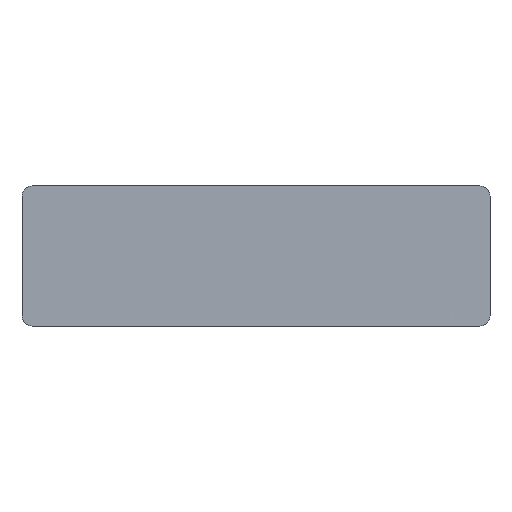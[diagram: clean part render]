
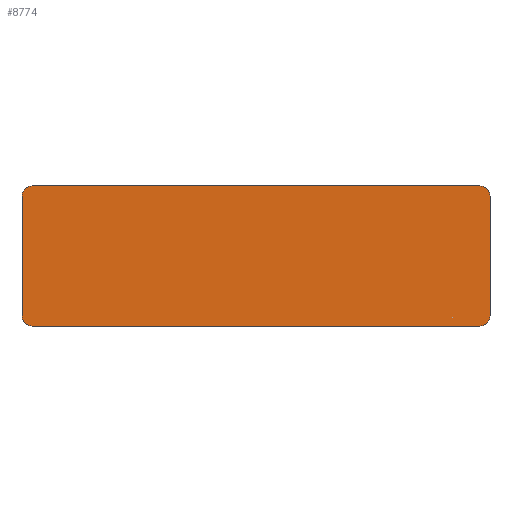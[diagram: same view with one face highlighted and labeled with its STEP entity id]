
A CAD part, front view. The second image highlights one B-rep face of the part: STEP entity #8774.
In plain terms, the highlighted planar face has unit normal (0, -1, 0).
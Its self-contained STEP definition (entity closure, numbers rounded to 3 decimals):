
#27=CARTESIAN_POINT('',(65.5,-34.,17.5));
#28=DIRECTION('',(0.,-1.,0.));
#29=DIRECTION('',(1.,0.,0.));
#30=AXIS2_PLACEMENT_3D('',#27,#28,#29);
#32=CARTESIAN_POINT('',(65.5,-34.,-17.5));
#33=DIRECTION('',(0.,-1.,0.));
#34=DIRECTION('',(0.,0.,-1.));
#35=AXIS2_PLACEMENT_3D('',#32,#33,#34);
#37=DIRECTION('',(1.,0.,0.));
#38=VECTOR('',#37,131.);
#39=CARTESIAN_POINT('',(-65.5,-34.,-20.5));
#40=LINE('26637',#39,#38);
#41=CARTESIAN_POINT('',(-65.5,-34.,-17.5));
#42=DIRECTION('',(0.,-1.,0.));
#43=DIRECTION('',(-1.,0.,0.));
#44=AXIS2_PLACEMENT_3D('',#41,#42,#43);
#46=CARTESIAN_POINT('',(-65.5,-34.,17.5));
#47=DIRECTION('',(0.,-1.,0.));
#48=DIRECTION('',(0.,0.,1.));
#49=AXIS2_PLACEMENT_3D('',#46,#47,#48);
#51=DIRECTION('',(1.,0.,0.));
#52=VECTOR('',#51,131.);
#53=CARTESIAN_POINT('',(-65.5,-34.,20.5));
#54=LINE('26636',#53,#52);
#81=DIRECTION('',(0.,0.,1.));
#82=VECTOR('',#81,35.);
#83=CARTESIAN_POINT('',(68.5,-34.,-17.5));
#84=LINE('26638',#83,#82);
#2662=DIRECTION('',(0.,0.,-1.));
#2663=VECTOR('',#2662,35.);
#2664=CARTESIAN_POINT('',(-68.5,-34.,17.5));
#2665=LINE('26639',#2664,#2663);
#7305=CARTESIAN_POINT('',(68.5,-34.,17.5));
#7306=CARTESIAN_POINT('',(65.5,-34.,20.5));
#7307=VERTEX_POINT('',#7305);
#7308=VERTEX_POINT('',#7306);
#7327=CARTESIAN_POINT('',(65.5,-34.,-20.5));
#7328=CARTESIAN_POINT('',(68.5,-34.,-17.5));
#7329=VERTEX_POINT('',#7327);
#7330=VERTEX_POINT('',#7328);
#7341=CARTESIAN_POINT('',(-65.5,-34.,20.5));
#7342=CARTESIAN_POINT('',(-68.5,-34.,17.5));
#7343=VERTEX_POINT('',#7341);
#7344=VERTEX_POINT('',#7342);
#7347=CARTESIAN_POINT('',(-68.5,-34.,-17.5));
#7348=CARTESIAN_POINT('',(-65.5,-34.,-20.5));
#7349=VERTEX_POINT('',#7347);
#7350=VERTEX_POINT('',#7348);
#8753=CARTESIAN_POINT('',(0.,-34.,0.));
#8754=DIRECTION('',(0.,-1.,0.));
#8755=DIRECTION('',(1.,0.,0.));
#8756=AXIS2_PLACEMENT_3D('',#8753,#8754,#8755);
#8757=PLANE('221',#8756);
#8758=ORIENTED_EDGE('26588',*,*,#8743,.F.);
#8760=ORIENTED_EDGE('26638',*,*,#8759,.F.);
#8762=ORIENTED_EDGE('26606',*,*,#8761,.F.);
#8764=ORIENTED_EDGE('26637',*,*,#8763,.F.);
#8766=ORIENTED_EDGE('26624',*,*,#8765,.F.);
#8768=ORIENTED_EDGE('26639',*,*,#8767,.F.);
#8770=ORIENTED_EDGE('26618',*,*,#8769,.F.);
#8771=ORIENTED_EDGE('26636',*,*,#8729,.T.);
#8772=EDGE_LOOP('221',(#8758,#8760,#8762,#8764,#8766,#8768,#8770,#8771));
#8773=FACE_OUTER_BOUND('221',#8772,.F.);
#31=CIRCLE('26588',#30,3.);
#36=CIRCLE('26606',#35,3.);
#45=CIRCLE('26624',#44,3.);
#50=CIRCLE('26618',#49,3.);
#8729=EDGE_CURVE('26636',#7343,#7308,#54,.T.);
#8743=EDGE_CURVE('26588',#7307,#7308,#31,.T.);
#8759=EDGE_CURVE('26638',#7330,#7307,#84,.T.);
#8761=EDGE_CURVE('26606',#7329,#7330,#36,.T.);
#8763=EDGE_CURVE('26637',#7350,#7329,#40,.T.);
#8765=EDGE_CURVE('26624',#7349,#7350,#45,.T.);
#8767=EDGE_CURVE('26639',#7344,#7349,#2665,.T.);
#8769=EDGE_CURVE('26618',#7343,#7344,#50,.T.);
#8774=ADVANCED_FACE('221',(#8773),#8757,.T.);
